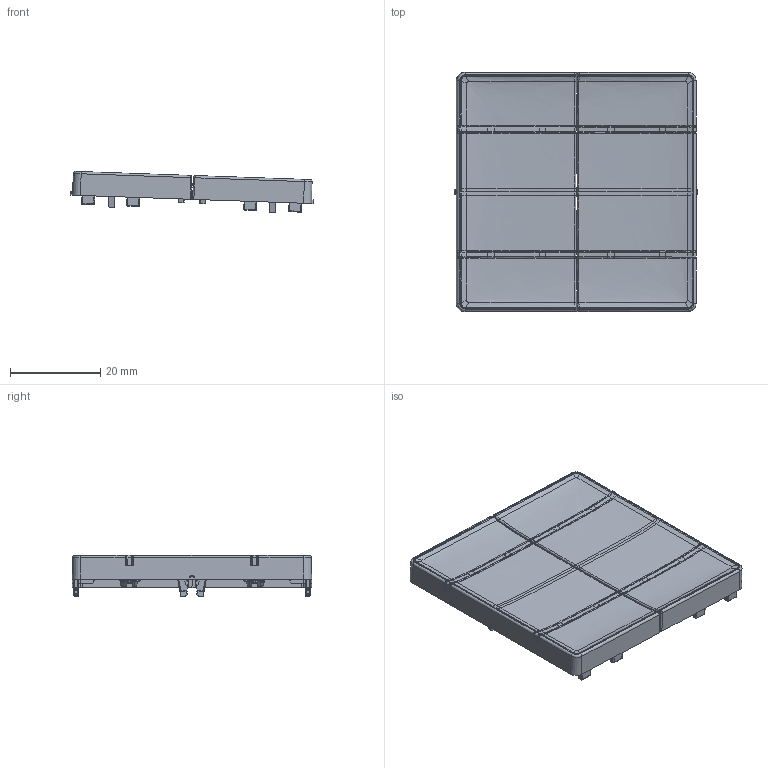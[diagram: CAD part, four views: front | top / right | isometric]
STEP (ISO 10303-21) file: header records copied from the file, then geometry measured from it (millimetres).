
FILE_DESCRIPTION(('CATIA V5 STEP Exchange','CAx-IF Rec.Pracs.--- Model Styling and Organization---1.4--- 2014-01-23'),'2;1');
FILE_NAME('754803_AllCATPart.stp','2020-02-18T14:04:24+00:00',('none'),('none'),'CATIA Version 5-6 Release 2017 SP3','CATIA V5 STEP AP214','none');
FILE_SCHEMA(('AUTOMOTIVE_DESIGN { 1 0 10303 214 1 1 1 1 }'));
Products named in the file (1): 754803_AllCATPart
Bounding box: 54.17 x 53.19 x 9.25 mm (x, y, z)
Volume: 6241.9 mm3; surface area: 9011.9 mm2
Topology: 4 solids, 14 shells, 8796 faces, 25646 edges, 16884 vertices
Faces by surface type: plane 7904, bspline 388, cylinder 266, extrusion 94, cone 88, sphere 40, torus 16
Entity records: 322074 total; most frequent: CARTESIAN_POINT 109618, ORIENTED_EDGE 51204, DIRECTION 28516, EDGE_CURVE 25602, VERTEX_POINT 16884, B_SPLINE_CURVE_WITH_KNOTS 13248, VECTOR 12278, LINE 12184
